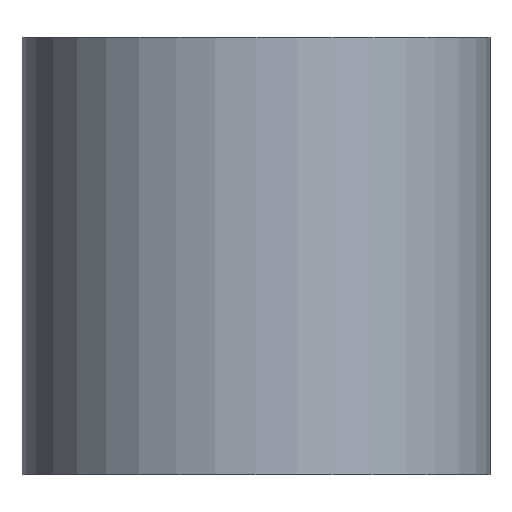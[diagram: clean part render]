
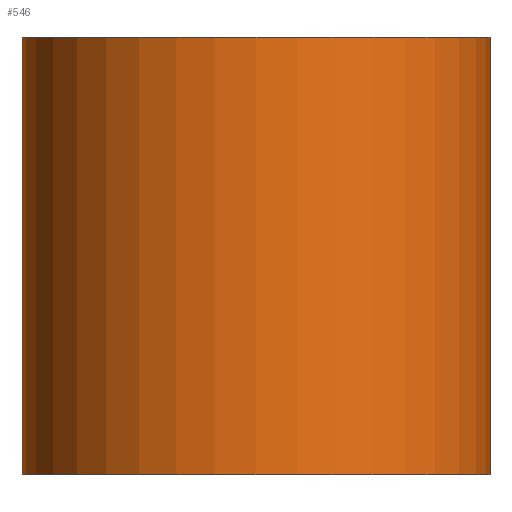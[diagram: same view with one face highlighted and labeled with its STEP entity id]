
A CAD part, left-side view. The second image highlights one B-rep face of the part: STEP entity #546.
In plain terms, the highlighted cylindrical face has radius 17.653 mm (diameter 35.306 mm), a partial arc.
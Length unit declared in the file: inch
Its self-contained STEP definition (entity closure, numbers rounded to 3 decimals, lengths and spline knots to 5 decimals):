
#23=CYLINDRICAL_SURFACE('',#615,0.695);
#80=LINE('',#929,#127);
#81=LINE('',#931,#128);
#127=VECTOR('',#768,0.3937);
#128=VECTOR('',#771,0.3937);
#171=FACE_OUTER_BOUND('',#209,.T.);
#209=EDGE_LOOP('',(#502,#503,#504,#505));
#227=CIRCLE('',#587,0.695);
#237=CIRCLE('',#609,0.695);
#280=VERTEX_POINT('',#876);
#281=VERTEX_POINT('',#878);
#289=VERTEX_POINT('',#918);
#290=VERTEX_POINT('',#920);
#337=EDGE_CURVE('',#280,#281,#227,.T.);
#358=EDGE_CURVE('',#289,#290,#237,.T.);
#363=EDGE_CURVE('',#280,#290,#80,.T.);
#364=EDGE_CURVE('',#281,#289,#81,.T.);
#502=ORIENTED_EDGE('',*,*,#363,.T.);
#503=ORIENTED_EDGE('',*,*,#358,.F.);
#504=ORIENTED_EDGE('',*,*,#364,.F.);
#505=ORIENTED_EDGE('',*,*,#337,.F.);
#546=ADVANCED_FACE('',(#171),#23,.T.);
#587=AXIS2_PLACEMENT_3D('',#879,#699,#700);
#609=AXIS2_PLACEMENT_3D('',#921,#754,#755);
#615=AXIS2_PLACEMENT_3D('',#930,#769,#770);
#699=DIRECTION('center_axis',(0.,0.,-1.));
#700=DIRECTION('ref_axis',(1.,0.,0.));
#754=DIRECTION('center_axis',(0.,0.,1.));
#755=DIRECTION('ref_axis',(1.,0.,0.));
#768=DIRECTION('',(0.,0.,1.));
#769=DIRECTION('center_axis',(0.,0.,1.));
#770=DIRECTION('ref_axis',(-1.,0.,0.));
#771=DIRECTION('',(0.,0.,1.));
#876=CARTESIAN_POINT('',(0.,-0.695,-0.1));
#878=CARTESIAN_POINT('',(0.,0.695,-0.1));
#879=CARTESIAN_POINT('Origin',(0.,0.,-0.1));
#918=CARTESIAN_POINT('',(0.,0.695,1.2));
#920=CARTESIAN_POINT('',(0.,-0.695,1.2));
#921=CARTESIAN_POINT('Origin',(0.,0.,1.2));
#929=CARTESIAN_POINT('',(0.,-0.695,0.));
#930=CARTESIAN_POINT('Origin',(0.,0.,0.));
#931=CARTESIAN_POINT('',(0.,0.695,0.));
